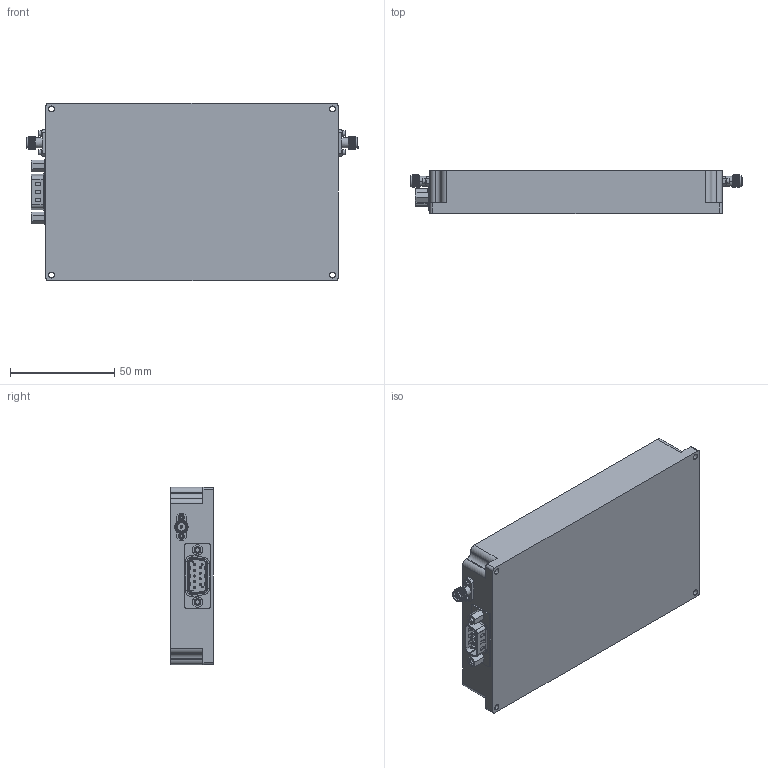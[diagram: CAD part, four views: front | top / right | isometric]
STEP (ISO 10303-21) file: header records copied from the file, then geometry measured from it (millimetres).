
FILE_DESCRIPTION (( 'STEP AP214' ), '1' );
FILE_NAME ('FMAM5059_3D.step', '2023-08-17T19:01:12', ( '' ), ( '' ), 'SwSTEP 2.0', 'SolidWorks 2022', '' );
FILE_SCHEMA (( 'AUTOMOTIVE_DESIGN' ));
Products named in the file (1): FMAM5059_3D
Bounding box: 159.05 x 20.5 x 85 mm (x, y, z)
Volume: 242753.5 mm3; surface area: 35103.4 mm2
Topology: 1 solids, 17 shells, 1758 faces, 4589 edges, 3010 vertices
Faces by surface type: plane 956, bspline 426, cylinder 233, cone 104, torus 21, sphere 18
Entity records: 80300 total; most frequent: CARTESIAN_POINT 40264, ORIENTED_EDGE 9090, DIRECTION 6688, EDGE_CURVE 4545, VERTEX_POINT 2992, VECTOR 2960, LINE 2960, EDGE_LOOP 1951
